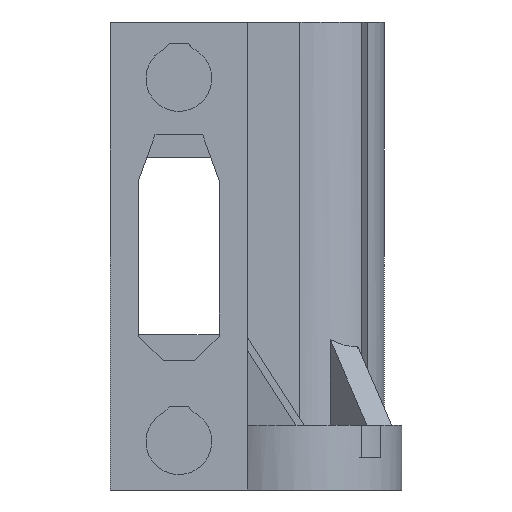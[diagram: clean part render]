
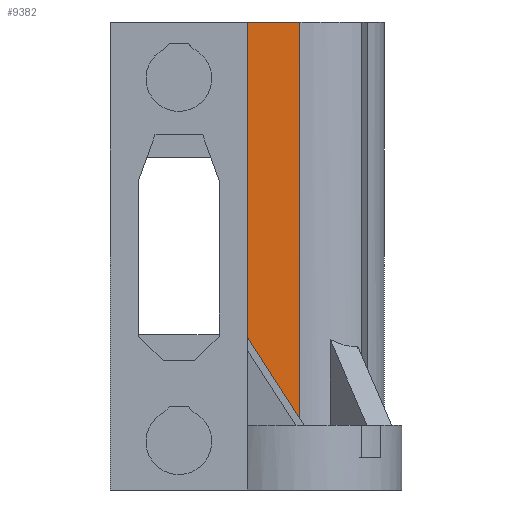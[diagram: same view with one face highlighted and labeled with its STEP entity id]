
A CAD part, front view. The second image highlights one B-rep face of the part: STEP entity #9382.
In plain terms, the highlighted planar face has unit normal (0, -1, 0).
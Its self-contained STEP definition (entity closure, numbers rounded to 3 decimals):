
#4336 = PLANE('',#4337);
#4337 = AXIS2_PLACEMENT_3D('',#4338,#4339,#4340);
#4338 = CARTESIAN_POINT('',(-6.5,-28.5,0.));
#4339 = DIRECTION('',(1.,0.,0.));
#4340 = DIRECTION('',(0.,0.,1.));
#4624 = VERTEX_POINT('',#4625);
#4625 = CARTESIAN_POINT('',(-6.5,-10.475,58.));
#6427 = PLANE('',#6428);
#6428 = AXIS2_PLACEMENT_3D('',#6429,#6430,#6431);
#6429 = CARTESIAN_POINT('',(0.,-17.,8.01));
#6430 = DIRECTION('',(0.,0.,1.));
#6431 = DIRECTION('',(1.,0.,0.));
#6453 = PLANE('',#6454);
#6454 = AXIS2_PLACEMENT_3D('',#6455,#6456,#6457);
#6455 = CARTESIAN_POINT('',(-7.469,-15.994,
    7.5));
#6456 = DIRECTION('',(-0.745,0.667,0.));
#6457 = DIRECTION('',(0.,0.,1.));
#6465 = VERTEX_POINT('',#6466);
#6466 = CARTESIAN_POINT('',(-6.5,-10.475,8.5));
#6479 = PLANE('',#6480);
#6480 = AXIS2_PLACEMENT_3D('',#6481,#6482,#6483);
#6481 = CARTESIAN_POINT('',(-7.469,-15.994,
    8.5));
#6482 = DIRECTION('',(0.,0.,1.));
#6483 = DIRECTION('',(0.667,0.745,0.));
#6490 = EDGE_CURVE('',#6465,#4624,#6491,.T.);
#6491 = SURFACE_CURVE('',#6492,(#6496,#6502),.PCURVE_S1.);
#6492 = LINE('',#6493,#6494);
#6493 = CARTESIAN_POINT('',(-6.5,-10.475,0.));
#6494 = VECTOR('',#6495,1.);
#6495 = DIRECTION('',(0.,0.,1.));
#6496 = PCURVE('',#4336,#6497);
#6497 = DEFINITIONAL_REPRESENTATION('',(#6498),#6501);
#6498 = B_SPLINE_CURVE_WITH_KNOTS('',1,(#6499,#6500),.UNSPECIFIED.,.F.,
  .F.,(2,2),(-5.8,63.8),.PIECEWISE_BEZIER_KNOTS.);
#6499 = CARTESIAN_POINT('',(-5.8,-18.025));
#6500 = CARTESIAN_POINT('',(63.8,-18.025));
#6501 = ( GEOMETRIC_REPRESENTATION_CONTEXT(2) 
PARAMETRIC_REPRESENTATION_CONTEXT() REPRESENTATION_CONTEXT('2D SPACE',''
  ) );
#6502 = PCURVE('',#6503,#6508);
#6503 = PLANE('',#6504);
#6504 = AXIS2_PLACEMENT_3D('',#6505,#6506,#6507);
#6505 = CARTESIAN_POINT('',(-14.475,-10.475,0.));
#6506 = DIRECTION('',(0.,1.,0.));
#6507 = DIRECTION('',(0.,0.,1.));
#6508 = DEFINITIONAL_REPRESENTATION('',(#6509),#6512);
#6509 = B_SPLINE_CURVE_WITH_KNOTS('',1,(#6510,#6511),.UNSPECIFIED.,.F.,
  .F.,(2,2),(-5.8,63.8),.PIECEWISE_BEZIER_KNOTS.);
#6510 = CARTESIAN_POINT('',(-5.8,7.975));
#6511 = CARTESIAN_POINT('',(63.8,7.975));
#6512 = ( GEOMETRIC_REPRESENTATION_CONTEXT(2) 
PARAMETRIC_REPRESENTATION_CONTEXT() REPRESENTATION_CONTEXT('2D SPACE',''
  ) );
#7257 = PLANE('',#7258);
#7258 = AXIS2_PLACEMENT_3D('',#7259,#7260,#7261);
#7259 = CARTESIAN_POINT('',(-14.475,-10.475,58.));
#7260 = DIRECTION('',(0.,0.,1.));
#7261 = DIRECTION('',(1.,0.,0.));
#9382 = ADVANCED_FACE('',(#9383),#6503,.F.);
#9383 = FACE_BOUND('',#9384,.F.);
#9384 = EDGE_LOOP('',(#9385,#9408,#9429,#9448,#9449,#9472));
#9385 = ORIENTED_EDGE('',*,*,#9386,.F.);
#9386 = EDGE_CURVE('',#9387,#9389,#9391,.T.);
#9387 = VERTEX_POINT('',#9388);
#9388 = CARTESIAN_POINT('',(-2.535,-10.475,8.01));
#9389 = VERTEX_POINT('',#9390);
#9390 = CARTESIAN_POINT('',(0.,-10.475,8.01));
#9391 = SURFACE_CURVE('',#9392,(#9396,#9402),.PCURVE_S1.);
#9392 = LINE('',#9393,#9394);
#9393 = CARTESIAN_POINT('',(-7.238,-10.475,8.01));
#9394 = VECTOR('',#9395,1.);
#9395 = DIRECTION('',(1.,0.,0.));
#9396 = PCURVE('',#6503,#9397);
#9397 = DEFINITIONAL_REPRESENTATION('',(#9398),#9401);
#9398 = B_SPLINE_CURVE_WITH_KNOTS('',1,(#9399,#9400),.UNSPECIFIED.,.F.,
  .F.,(2,2),(0.088,7.888),.PIECEWISE_BEZIER_KNOTS.);
#9399 = CARTESIAN_POINT('',(8.01,7.325));
#9400 = CARTESIAN_POINT('',(8.01,15.125));
#9401 = ( GEOMETRIC_REPRESENTATION_CONTEXT(2) 
PARAMETRIC_REPRESENTATION_CONTEXT() REPRESENTATION_CONTEXT('2D SPACE',''
  ) );
#9402 = PCURVE('',#6427,#9403);
#9403 = DEFINITIONAL_REPRESENTATION('',(#9404),#9407);
#9404 = B_SPLINE_CURVE_WITH_KNOTS('',1,(#9405,#9406),.UNSPECIFIED.,.F.,
  .F.,(2,2),(0.088,7.888),.PIECEWISE_BEZIER_KNOTS.);
#9405 = CARTESIAN_POINT('',(-7.15,6.525));
#9406 = CARTESIAN_POINT('',(0.65,6.525));
#9407 = ( GEOMETRIC_REPRESENTATION_CONTEXT(2) 
PARAMETRIC_REPRESENTATION_CONTEXT() REPRESENTATION_CONTEXT('2D SPACE',''
  ) );
#9408 = ORIENTED_EDGE('',*,*,#9409,.T.);
#9409 = EDGE_CURVE('',#9387,#9410,#9412,.T.);
#9410 = VERTEX_POINT('',#9411);
#9411 = CARTESIAN_POINT('',(-2.535,-10.475,8.5));
#9412 = SURFACE_CURVE('',#9413,(#9417,#9423),.PCURVE_S1.);
#9413 = LINE('',#9414,#9415);
#9414 = CARTESIAN_POINT('',(-2.535,-10.475,3.75));
#9415 = VECTOR('',#9416,1.);
#9416 = DIRECTION('',(0.,0.,1.));
#9417 = PCURVE('',#6503,#9418);
#9418 = DEFINITIONAL_REPRESENTATION('',(#9419),#9422);
#9419 = B_SPLINE_CURVE_WITH_KNOTS('',1,(#9420,#9421),.UNSPECIFIED.,.F.,
  .F.,(2,2),(3.65,4.85),.PIECEWISE_BEZIER_KNOTS.);
#9420 = CARTESIAN_POINT('',(7.4,11.94));
#9421 = CARTESIAN_POINT('',(8.6,11.94));
#9422 = ( GEOMETRIC_REPRESENTATION_CONTEXT(2) 
PARAMETRIC_REPRESENTATION_CONTEXT() REPRESENTATION_CONTEXT('2D SPACE',''
  ) );
#9423 = PCURVE('',#6453,#9424);
#9424 = DEFINITIONAL_REPRESENTATION('',(#9425),#9428);
#9425 = B_SPLINE_CURVE_WITH_KNOTS('',1,(#9426,#9427),.UNSPECIFIED.,.F.,
  .F.,(2,2),(3.65,4.85),.PIECEWISE_BEZIER_KNOTS.);
#9426 = CARTESIAN_POINT('',(-0.1,7.403));
#9427 = CARTESIAN_POINT('',(1.1,7.403));
#9428 = ( GEOMETRIC_REPRESENTATION_CONTEXT(2) 
PARAMETRIC_REPRESENTATION_CONTEXT() REPRESENTATION_CONTEXT('2D SPACE',''
  ) );
#9429 = ORIENTED_EDGE('',*,*,#9430,.F.);
#9430 = EDGE_CURVE('',#6465,#9410,#9431,.T.);
#9431 = SURFACE_CURVE('',#9432,(#9436,#9442),.PCURVE_S1.);
#9432 = LINE('',#9433,#9434);
#9433 = CARTESIAN_POINT('',(-10.972,-10.475,8.5));
#9434 = VECTOR('',#9435,1.);
#9435 = DIRECTION('',(1.,0.,0.));
#9436 = PCURVE('',#6503,#9437);
#9437 = DEFINITIONAL_REPRESENTATION('',(#9438),#9441);
#9438 = B_SPLINE_CURVE_WITH_KNOTS('',1,(#9439,#9440),.UNSPECIFIED.,.F.,
  .F.,(2,2),(3.822,9.108),.PIECEWISE_BEZIER_KNOTS.);
#9439 = CARTESIAN_POINT('',(8.5,7.325));
#9440 = CARTESIAN_POINT('',(8.5,12.611));
#9441 = ( GEOMETRIC_REPRESENTATION_CONTEXT(2) 
PARAMETRIC_REPRESENTATION_CONTEXT() REPRESENTATION_CONTEXT('2D SPACE',''
  ) );
#9442 = PCURVE('',#6479,#9443);
#9443 = DEFINITIONAL_REPRESENTATION('',(#9444),#9447);
#9444 = B_SPLINE_CURVE_WITH_KNOTS('',1,(#9445,#9446),.UNSPECIFIED.,.F.,
  .F.,(2,2),(3.822,9.108),.PIECEWISE_BEZIER_KNOTS.);
#9445 = CARTESIAN_POINT('',(4.327,3.441));
#9446 = CARTESIAN_POINT('',(7.85,-0.5));
#9447 = ( GEOMETRIC_REPRESENTATION_CONTEXT(2) 
PARAMETRIC_REPRESENTATION_CONTEXT() REPRESENTATION_CONTEXT('2D SPACE',''
  ) );
#9448 = ORIENTED_EDGE('',*,*,#6490,.T.);
#9449 = ORIENTED_EDGE('',*,*,#9450,.T.);
#9450 = EDGE_CURVE('',#4624,#9451,#9453,.T.);
#9451 = VERTEX_POINT('',#9452);
#9452 = CARTESIAN_POINT('',(0.,-10.475,58.));
#9453 = SURFACE_CURVE('',#9454,(#9458,#9465),.PCURVE_S1.);
#9454 = LINE('',#9455,#9456);
#9455 = CARTESIAN_POINT('',(-14.475,-10.475,58.));
#9456 = VECTOR('',#9457,1.);
#9457 = DIRECTION('',(1.,0.,0.));
#9458 = PCURVE('',#6503,#9459);
#9459 = DEFINITIONAL_REPRESENTATION('',(#9460),#9464);
#9460 = LINE('',#9461,#9462);
#9461 = CARTESIAN_POINT('',(58.,0.));
#9462 = VECTOR('',#9463,1.);
#9463 = DIRECTION('',(0.,1.));
#9464 = ( GEOMETRIC_REPRESENTATION_CONTEXT(2) 
PARAMETRIC_REPRESENTATION_CONTEXT() REPRESENTATION_CONTEXT('2D SPACE',''
  ) );
#9465 = PCURVE('',#7257,#9466);
#9466 = DEFINITIONAL_REPRESENTATION('',(#9467),#9471);
#9467 = LINE('',#9468,#9469);
#9468 = CARTESIAN_POINT('',(0.,0.));
#9469 = VECTOR('',#9470,1.);
#9470 = DIRECTION('',(1.,0.));
#9471 = ( GEOMETRIC_REPRESENTATION_CONTEXT(2) 
PARAMETRIC_REPRESENTATION_CONTEXT() REPRESENTATION_CONTEXT('2D SPACE',''
  ) );
#9472 = ORIENTED_EDGE('',*,*,#9473,.F.);
#9473 = EDGE_CURVE('',#9389,#9451,#9474,.T.);
#9474 = SURFACE_CURVE('',#9475,(#9479,#9486),.PCURVE_S1.);
#9475 = LINE('',#9476,#9477);
#9476 = CARTESIAN_POINT('',(0.,-10.475,0.));
#9477 = VECTOR('',#9478,1.);
#9478 = DIRECTION('',(0.,0.,1.));
#9479 = PCURVE('',#6503,#9480);
#9480 = DEFINITIONAL_REPRESENTATION('',(#9481),#9485);
#9481 = LINE('',#9482,#9483);
#9482 = CARTESIAN_POINT('',(0.,14.475));
#9483 = VECTOR('',#9484,1.);
#9484 = DIRECTION('',(1.,0.));
#9485 = ( GEOMETRIC_REPRESENTATION_CONTEXT(2) 
PARAMETRIC_REPRESENTATION_CONTEXT() REPRESENTATION_CONTEXT('2D SPACE',''
  ) );
#9486 = PCURVE('',#9487,#9492);
#9487 = CYLINDRICAL_SURFACE('',#9488,10.475);
#9488 = AXIS2_PLACEMENT_3D('',#9489,#9490,#9491);
#9489 = CARTESIAN_POINT('',(0.,0.,0.));
#9490 = DIRECTION('',(0.,0.,1.));
#9491 = DIRECTION('',(1.,0.,0.));
#9492 = DEFINITIONAL_REPRESENTATION('',(#9493),#9497);
#9493 = LINE('',#9494,#9495);
#9494 = CARTESIAN_POINT('',(4.712,0.));
#9495 = VECTOR('',#9496,1.);
#9496 = DIRECTION('',(0.,1.));
#9497 = ( GEOMETRIC_REPRESENTATION_CONTEXT(2) 
PARAMETRIC_REPRESENTATION_CONTEXT() REPRESENTATION_CONTEXT('2D SPACE',''
  ) );
